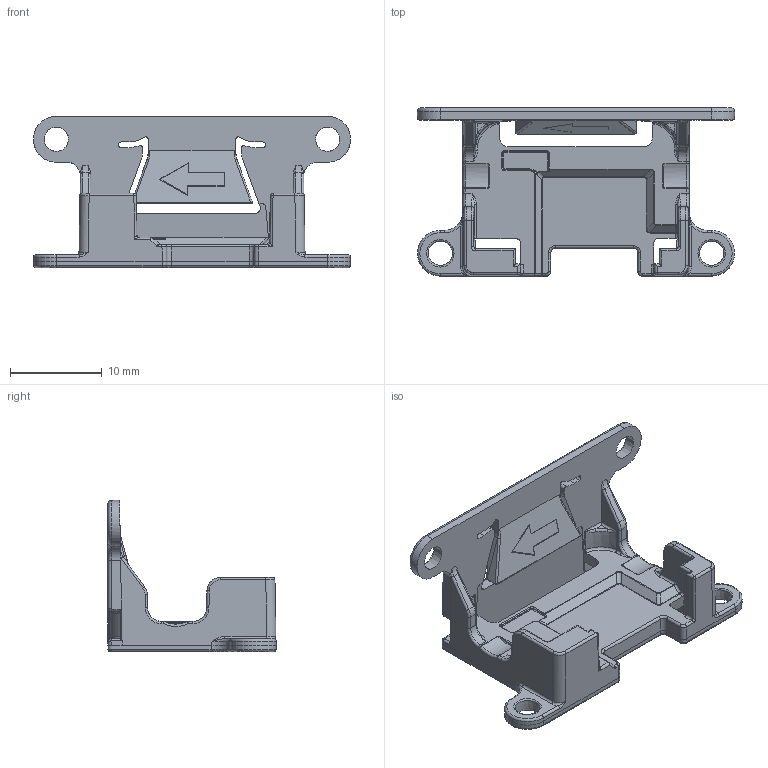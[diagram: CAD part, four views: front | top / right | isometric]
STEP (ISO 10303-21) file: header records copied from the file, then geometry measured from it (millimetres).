
FILE_DESCRIPTION (( 'STEP AP214' ), '1' );
FILE_NAME ('130142_20180328.STEP', '2018-03-28T08:01:56', ( 'test' ), ( '' ), 'SwSTEP 2.0', 'SolidWorks 2017', '' );
FILE_SCHEMA (( 'AUTOMOTIVE_DESIGN' ));
Length unit declared in the file: millimetre
Products named in the file (1): 130142_20180328
Bounding box: 34.6 x 18.35 x 16.5 mm (x, y, z)
Volume: 1392.9 mm3; surface area: 2500.2 mm2
Topology: 1 solids, 1 shells, 722 faces, 1761 edges, 1004 vertices
Faces by surface type: cylinder 286, bspline 218, plane 157, torus 32, cone 23, sphere 6
Entity records: 23568 total; most frequent: CARTESIAN_POINT 9038, ORIENTED_EDGE 3428, DIRECTION 2624, EDGE_CURVE 1714, VERTEX_POINT 1000, AXIS2_PLACEMENT_3D 944, EDGE_LOOP 744, LINE 736
